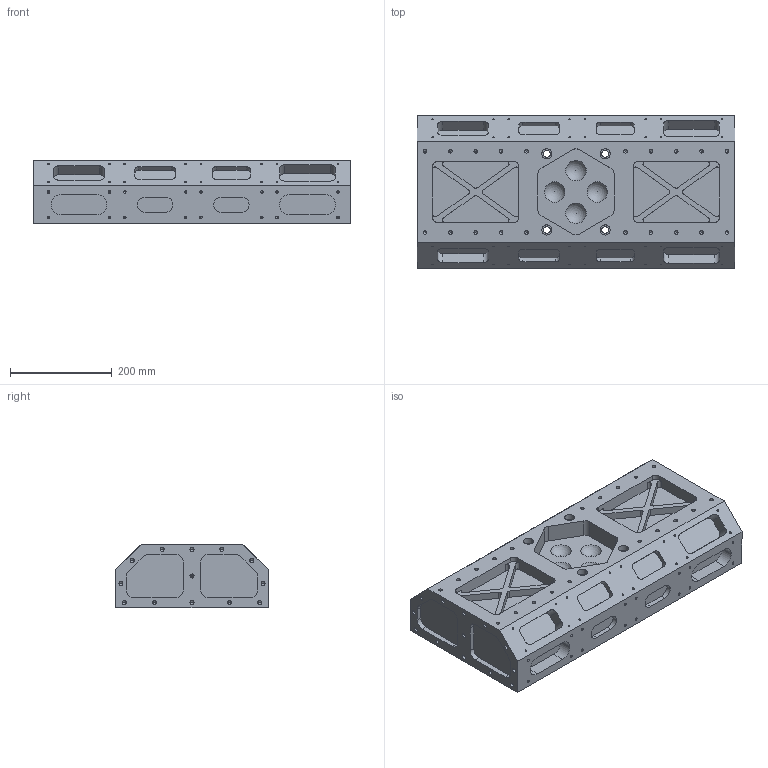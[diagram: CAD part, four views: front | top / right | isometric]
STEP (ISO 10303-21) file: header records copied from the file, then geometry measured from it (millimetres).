
FILE_DESCRIPTION (( 'STEP AP214' ), '1' );
FILE_NAME ('Aircraft Part 180-111 Rev C_MM.STEP', '2016-06-08T21:39:06', ( '' ), ( '' ), 'SwSTEP 2.0', 'SolidWorks 2016', '' );
FILE_SCHEMA (( 'AUTOMOTIVE_DESIGN' ));
Length unit declared in the file: millimetre
Products named in the file (1): Aircraft Part 180-111 Rev C_MM
Bounding box: 625 x 300 x 125 mm (x, y, z)
Volume: 18752844.3 mm3; surface area: 771690.8 mm2
Topology: 1 solids, 1 shells, 721 faces, 1870 edges, 1066 vertices
Faces by surface type: cylinder 356, cone 220, plane 141, sphere 4
Entity records: 22374 total; most frequent: DIRECTION 3796, CARTESIAN_POINT 3532, ORIENTED_EDGE 3280, EDGE_CURVE 1640, AXIS2_PLACEMENT_3D 1442, VERTEX_POINT 1060, LINE 912, VECTOR 912
